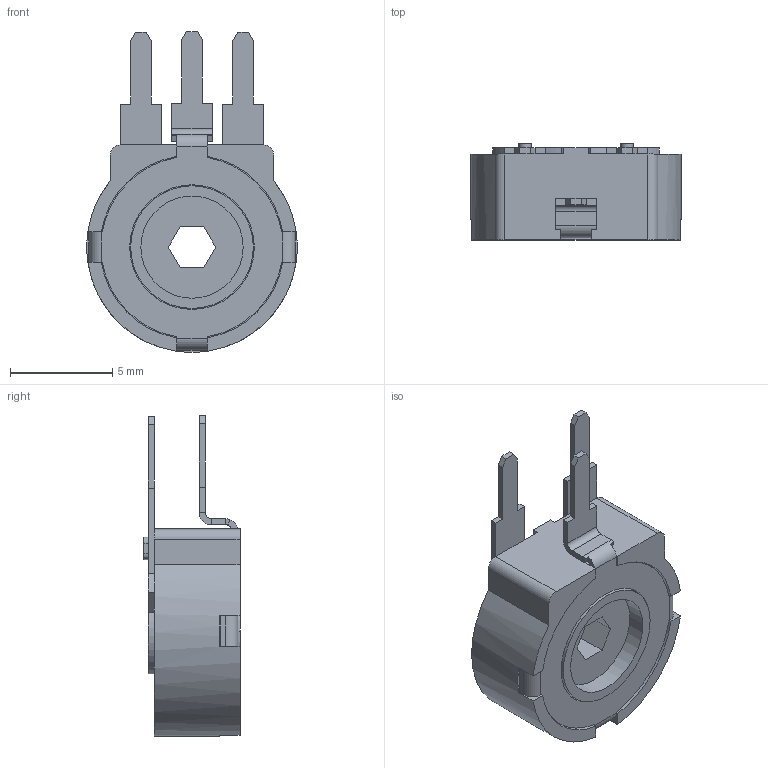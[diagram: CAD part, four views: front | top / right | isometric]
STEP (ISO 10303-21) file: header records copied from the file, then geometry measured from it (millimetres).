
FILE_DESCRIPTION((''),'2;1');
FILE_NAME('38W_SW0001','2013-05-20T',('BMozley'),(''),'PRO/ENGINEER BY PARAMETRIC TECHNOLOGY CORPORATION, 2013050','PRO/ENGINEER BY PARAMETRIC TECHNOLOGY CORPORATION, 2013050','');
FILE_SCHEMA(('CONFIG_CONTROL_DESIGN'));
Length unit declared in the file: millimetre
Products named in the file (1): 38W_SW0001
Bounding box: 10.3 x 4.7 x 15.69 mm (x, y, z)
Volume: 346.6 mm3; surface area: 460.9 mm2
Topology: 1 solids, 1 shells, 162 faces, 426 edges, 274 vertices
Faces by surface type: plane 120, cylinder 42
Entity records: 4990 total; most frequent: CARTESIAN_POINT 862, ORIENTED_EDGE 852, DIRECTION 848, EDGE_CURVE 426, VECTOR 328, LINE 328, VERTEX_POINT 274, AXIS2_PLACEMENT_3D 260
